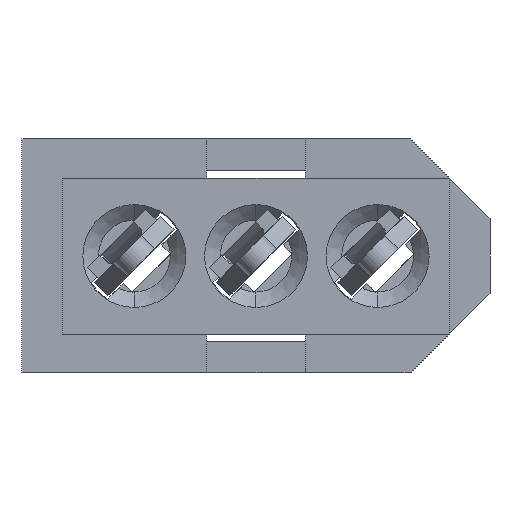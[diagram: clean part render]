
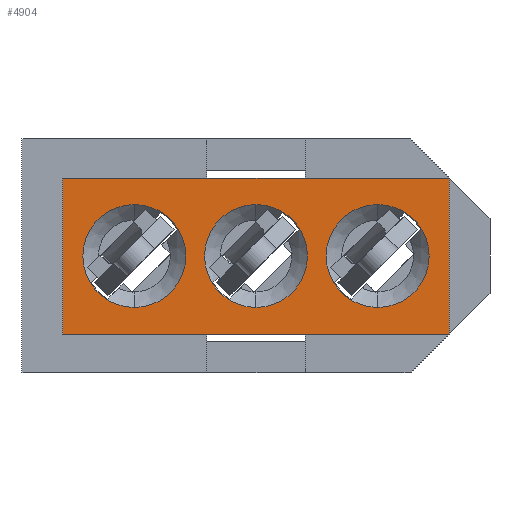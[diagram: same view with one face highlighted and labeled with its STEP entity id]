
A CAD part, front view. The second image highlights one B-rep face of the part: STEP entity #4904.
In plain terms, the highlighted planar face has unit normal (0, -1, 0).
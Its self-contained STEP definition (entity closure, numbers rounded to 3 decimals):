
#9 = CARTESIAN_POINT ( 'NONE',  ( -2.324, -12.7, -2.54 ) ) ;
#91 = ORIENTED_EDGE ( 'NONE', *, *, #1278, .T. ) ;
#217 = CARTESIAN_POINT ( 'NONE',  ( 0., -12.7, 1.676 ) ) ;
#222 = VERTEX_POINT ( 'NONE', #743 ) ;
#254 = EDGE_CURVE ( 'NONE', #5327, #405, #3227, .T. ) ;
#281 = CARTESIAN_POINT ( 'NONE',  ( 3.962, -12.7, 0. ) ) ;
#297 = LINE ( 'NONE', #4888, #1249 ) ;
#374 = CARTESIAN_POINT ( 'NONE',  ( 7.925, -12.7, -1.676 ) ) ;
#405 = VERTEX_POINT ( 'NONE', #4909 ) ;
#410 = DIRECTION ( 'NONE',  ( 0., 1., 0. ) ) ;
#426 = CIRCLE ( 'NONE', #3732, 1.676 ) ;
#471 = DIRECTION ( 'NONE',  ( 0., 0., -1. ) ) ;
#642 = CARTESIAN_POINT ( 'NONE',  ( 7.925, -12.7, 1.676 ) ) ;
#719 = VERTEX_POINT ( 'NONE', #3539 ) ;
#726 = EDGE_CURVE ( 'NONE', #2351, #1170, #5337, .T. ) ;
#743 = CARTESIAN_POINT ( 'NONE',  ( -2.324, -12.7, 2.54 ) ) ;
#782 = EDGE_CURVE ( 'NONE', #405, #5327, #426, .T. ) ;
#863 = DIRECTION ( 'NONE',  ( 0., 1., 0. ) ) ;
#1042 = EDGE_LOOP ( 'NONE', ( #1555, #3360 ) ) ;
#1145 = ORIENTED_EDGE ( 'NONE', *, *, #782, .T. ) ;
#1170 = VERTEX_POINT ( 'NONE', #4730 ) ;
#1187 = EDGE_CURVE ( 'NONE', #1170, #222, #4235, .T. ) ;
#1249 = VECTOR ( 'NONE', #5427, 1000. ) ;
#1278 = EDGE_CURVE ( 'NONE', #4070, #4752, #4786, .T. ) ;
#1377 = VECTOR ( 'NONE', #5768, 1000. ) ;
#1381 = EDGE_LOOP ( 'NONE', ( #2675, #91 ) ) ;
#1393 = EDGE_CURVE ( 'NONE', #719, #2351, #5243, .T. ) ;
#1555 = ORIENTED_EDGE ( 'NONE', *, *, #1739, .T. ) ;
#1718 = VERTEX_POINT ( 'NONE', #642 ) ;
#1739 = EDGE_CURVE ( 'NONE', #1718, #4859, #2338, .T. ) ;
#1856 = CARTESIAN_POINT ( 'NONE',  ( 0., -12.7, 0. ) ) ;
#1945 = ORIENTED_EDGE ( 'NONE', *, *, #726, .F. ) ;
#1963 = CARTESIAN_POINT ( 'NONE',  ( 7.925, -12.7, 0. ) ) ;
#2181 = CARTESIAN_POINT ( 'NONE',  ( 3.962, -12.7, 0. ) ) ;
#2338 = CIRCLE ( 'NONE', #6163, 1.676 ) ;
#2351 = VERTEX_POINT ( 'NONE', #3852 ) ;
#2377 = CIRCLE ( 'NONE', #3455, 1.676 ) ;
#2452 = FACE_OUTER_BOUND ( 'NONE', #6183, .T. ) ;
#2618 = FACE_BOUND ( 'NONE', #5870, .T. ) ;
#2675 = ORIENTED_EDGE ( 'NONE', *, *, #4922, .T. ) ;
#2875 = PLANE ( 'NONE',  #5360 ) ;
#2880 = VECTOR ( 'NONE', #471, 1000. ) ;
#3114 = CARTESIAN_POINT ( 'NONE',  ( 0., -12.7, -1.676 ) ) ;
#3179 = AXIS2_PLACEMENT_3D ( 'NONE', #281, #4290, #5267 ) ;
#3227 = CIRCLE ( 'NONE', #3179, 1.676 ) ;
#3360 = ORIENTED_EDGE ( 'NONE', *, *, #3420, .T. ) ;
#3391 = DIRECTION ( 'NONE',  ( 0., 1., 0. ) ) ;
#3420 = EDGE_CURVE ( 'NONE', #4859, #1718, #3483, .T. ) ;
#3455 = AXIS2_PLACEMENT_3D ( 'NONE', #4869, #863, #4417 ) ;
#3483 = CIRCLE ( 'NONE', #3576, 1.676 ) ;
#3539 = CARTESIAN_POINT ( 'NONE',  ( 10.249, -12.7, 2.54 ) ) ;
#3576 = AXIS2_PLACEMENT_3D ( 'NONE', #1963, #410, #5987 ) ;
#3633 = FACE_BOUND ( 'NONE', #1042, .T. ) ;
#3732 = AXIS2_PLACEMENT_3D ( 'NONE', #2181, #4215, #5673 ) ;
#3738 = ORIENTED_EDGE ( 'NONE', *, *, #254, .T. ) ;
#3765 = ORIENTED_EDGE ( 'NONE', *, *, #1393, .F. ) ;
#3852 = CARTESIAN_POINT ( 'NONE',  ( 10.249, -12.7, -2.54 ) ) ;
#4070 = VERTEX_POINT ( 'NONE', #3114 ) ;
#4106 = DIRECTION ( 'NONE',  ( -1., 0., 0. ) ) ;
#4215 = DIRECTION ( 'NONE',  ( 0., 1., 0. ) ) ;
#4235 = LINE ( 'NONE', #6299, #1377 ) ;
#4290 = DIRECTION ( 'NONE',  ( 0., 1., 0. ) ) ;
#4337 = DIRECTION ( 'NONE',  ( 0., 0., 1. ) ) ;
#4417 = DIRECTION ( 'NONE',  ( 0., 0., 1. ) ) ;
#4730 = CARTESIAN_POINT ( 'NONE',  ( -2.324, -12.7, -2.54 ) ) ;
#4752 = VERTEX_POINT ( 'NONE', #217 ) ;
#4782 = DIRECTION ( 'NONE',  ( 0., 0., 1. ) ) ;
#4786 = CIRCLE ( 'NONE', #6036, 1.676 ) ;
#4859 = VERTEX_POINT ( 'NONE', #374 ) ;
#4869 = CARTESIAN_POINT ( 'NONE',  ( 0., -12.7, 0. ) ) ;
#4888 = CARTESIAN_POINT ( 'NONE',  ( -2.324, -12.7, 2.54 ) ) ;
#4904 = ADVANCED_FACE ( 'NONE', ( #3633, #2618, #5133, #2452 ), #2875, .F. ) ;
#4909 = CARTESIAN_POINT ( 'NONE',  ( 3.962, -12.7, 1.676 ) ) ;
#4922 = EDGE_CURVE ( 'NONE', #4752, #4070, #2377, .T. ) ;
#5133 = FACE_BOUND ( 'NONE', #1381, .T. ) ;
#5243 = LINE ( 'NONE', #5513, #2880 ) ;
#5267 = DIRECTION ( 'NONE',  ( 0., 0., 1. ) ) ;
#5327 = VERTEX_POINT ( 'NONE', #6479 ) ;
#5337 = LINE ( 'NONE', #9, #6494 ) ;
#5360 = AXIS2_PLACEMENT_3D ( 'NONE', #1856, #3391, #5928 ) ;
#5412 = DIRECTION ( 'NONE',  ( 0., 1., 0. ) ) ;
#5427 = DIRECTION ( 'NONE',  ( 1., 0., 0. ) ) ;
#5513 = CARTESIAN_POINT ( 'NONE',  ( 10.249, -12.7, -2.54 ) ) ;
#5673 = DIRECTION ( 'NONE',  ( 0., 0., 1. ) ) ;
#5764 = ORIENTED_EDGE ( 'NONE', *, *, #1187, .F. ) ;
#5768 = DIRECTION ( 'NONE',  ( 0., 0., 1. ) ) ;
#5783 = CARTESIAN_POINT ( 'NONE',  ( 7.925, -12.7, 0. ) ) ;
#5803 = DIRECTION ( 'NONE',  ( 0., 1., 0. ) ) ;
#5816 = ORIENTED_EDGE ( 'NONE', *, *, #5900, .F. ) ;
#5835 = CARTESIAN_POINT ( 'NONE',  ( 0., -12.7, 0. ) ) ;
#5870 = EDGE_LOOP ( 'NONE', ( #1145, #3738 ) ) ;
#5900 = EDGE_CURVE ( 'NONE', #222, #719, #297, .T. ) ;
#5928 = DIRECTION ( 'NONE',  ( 0., 0., 1. ) ) ;
#5987 = DIRECTION ( 'NONE',  ( 0., 0., 1. ) ) ;
#6036 = AXIS2_PLACEMENT_3D ( 'NONE', #5835, #5412, #4337 ) ;
#6163 = AXIS2_PLACEMENT_3D ( 'NONE', #5783, #5803, #4782 ) ;
#6183 = EDGE_LOOP ( 'NONE', ( #5764, #1945, #3765, #5816 ) ) ;
#6299 = CARTESIAN_POINT ( 'NONE',  ( -2.324, -12.7, -2.54 ) ) ;
#6479 = CARTESIAN_POINT ( 'NONE',  ( 3.962, -12.7, -1.676 ) ) ;
#6494 = VECTOR ( 'NONE', #4106, 1000. ) ;
